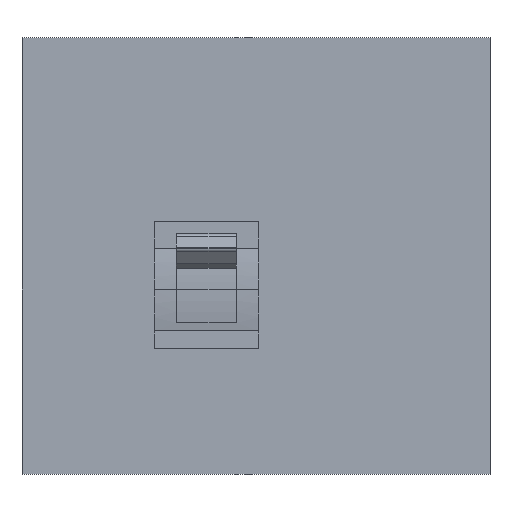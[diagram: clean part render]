
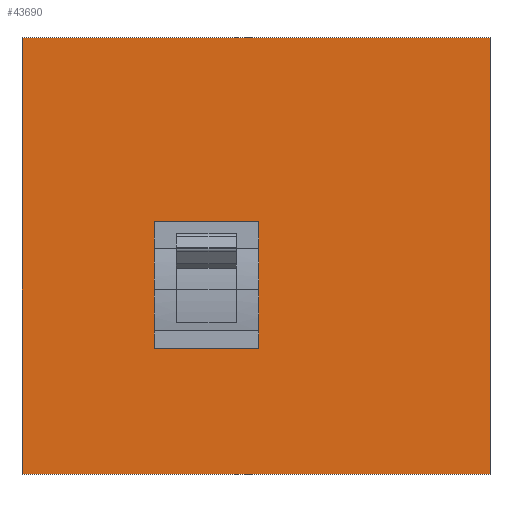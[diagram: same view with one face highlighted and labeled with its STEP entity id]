
A CAD part, top view. The second image highlights one B-rep face of the part: STEP entity #43690.
In plain terms, the highlighted planar face has unit normal (0, 0, 1).
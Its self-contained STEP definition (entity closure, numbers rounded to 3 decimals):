
#13280=CARTESIAN_POINT('',(-278.623,-10188.277,
-246.994));
#13290=VERTEX_POINT('',#13280);
#13340=CARTESIAN_POINT('',(-278.623,-9708.277,
-246.994));
#13350=DIRECTION('',(0.,-1.,0.));
#13360=VECTOR('',#13350,1.);
#13370=LINE('',#13340,#13360);
#13380=CARTESIAN_POINT('',(-278.623,-9708.277,
-246.994));
#13390=VERTEX_POINT('',#13380);
#13400=EDGE_CURVE('',#13390,#13290,#13370,.T.);
#42790=CARTESIAN_POINT('',(-793.623,0.,-246.994));
#42800=DIRECTION('',(0.,-1.,0.));
#42810=VECTOR('',#42800,1.);
#42820=LINE('',#42790,#42810);
#42830=CARTESIAN_POINT('',(-793.623,-9708.277,
-246.994));
#42840=VERTEX_POINT('',#42830);
#42850=CARTESIAN_POINT('',(-793.623,-10188.277,
-246.994));
#42860=VERTEX_POINT('',#42850);
#42870=EDGE_CURVE('',#42840,#42860,#42820,.T.);
#43140=CARTESIAN_POINT('',(-278.623,-10188.277,
-246.994));
#43150=DIRECTION('',(-0.,-0.,-1.));
#43160=DIRECTION('',(0.,-1.,0.));
#43170=AXIS2_PLACEMENT_3D('',#43140,#43150,#43160);
#43180=PLANE('',#43170);
#43190=ORIENTED_EDGE('',*,*,#13400,.F.);
#43200=CARTESIAN_POINT('',(0.,-10188.277,-246.994));
#43210=DIRECTION('',(-1.,0.,0.));
#43220=VECTOR('',#43210,1.);
#43230=LINE('',#43200,#43220);
#43240=EDGE_CURVE('',#13290,#42860,#43230,.T.);
#43250=ORIENTED_EDGE('',*,*,#43240,.F.);
#43260=ORIENTED_EDGE('',*,*,#42870,.T.);
#43270=CARTESIAN_POINT('',(0.,-9708.277,-246.994));
#43280=DIRECTION('',(-1.,0.,0.));
#43290=VECTOR('',#43280,1.);
#43300=LINE('',#43270,#43290);
#43310=EDGE_CURVE('',#13390,#42840,#43300,.T.);
#43320=ORIENTED_EDGE('',*,*,#43310,.T.);
#43330=EDGE_LOOP('',(#43320,#43260,#43250,#43190));
#43340=FACE_OUTER_BOUND('',#43330,.T.);
#43350=CARTESIAN_POINT('',(0.,-9910.277,-246.994));
#43360=DIRECTION('',(-1.,0.,0.));
#43370=VECTOR('',#43360,1.);
#43380=LINE('',#43350,#43370);
#43390=CARTESIAN_POINT('',(-533.123,-9910.277,
-246.994));
#43400=VERTEX_POINT('',#43390);
#43410=CARTESIAN_POINT('',(-648.123,-9910.277,
-246.994));
#43420=VERTEX_POINT('',#43410);
#43430=EDGE_CURVE('',#43400,#43420,#43380,.T.);
#43440=ORIENTED_EDGE('',*,*,#43430,.F.);
#43450=CARTESIAN_POINT('',(-648.123,0.,-246.994));
#43460=DIRECTION('',(0.,-1.,0.));
#43470=VECTOR('',#43460,1.);
#43480=LINE('',#43450,#43470);
#43490=CARTESIAN_POINT('',(-648.123,-10050.277,
-246.994));
#43500=VERTEX_POINT('',#43490);
#43510=EDGE_CURVE('',#43420,#43500,#43480,.T.);
#43520=ORIENTED_EDGE('',*,*,#43510,.F.);
#43530=CARTESIAN_POINT('',(0.,-10050.277,-246.994));
#43540=DIRECTION('',(1.,0.,0.));
#43550=VECTOR('',#43540,1.);
#43560=LINE('',#43530,#43550);
#43570=CARTESIAN_POINT('',(-533.123,-10050.277,
-246.994));
#43580=VERTEX_POINT('',#43570);
#43590=EDGE_CURVE('',#43500,#43580,#43560,.T.);
#43600=ORIENTED_EDGE('',*,*,#43590,.F.);
#43610=CARTESIAN_POINT('',(-533.123,0.,-246.994));
#43620=DIRECTION('',(0.,-1.,0.));
#43630=VECTOR('',#43620,1.);
#43640=LINE('',#43610,#43630);
#43650=EDGE_CURVE('',#43400,#43580,#43640,.T.);
#43660=ORIENTED_EDGE('',*,*,#43650,.T.);
#43670=EDGE_LOOP('',(#43660,#43600,#43520,#43440));
#43680=FACE_BOUND('',#43670,.T.);
#43690=ADVANCED_FACE('',(#43340,#43680),#43180,.F.);
